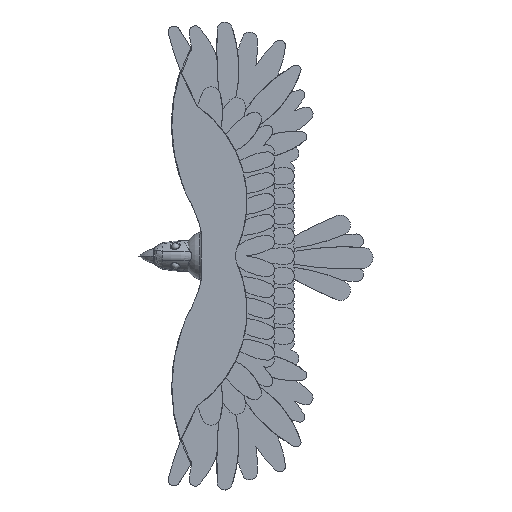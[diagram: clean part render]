
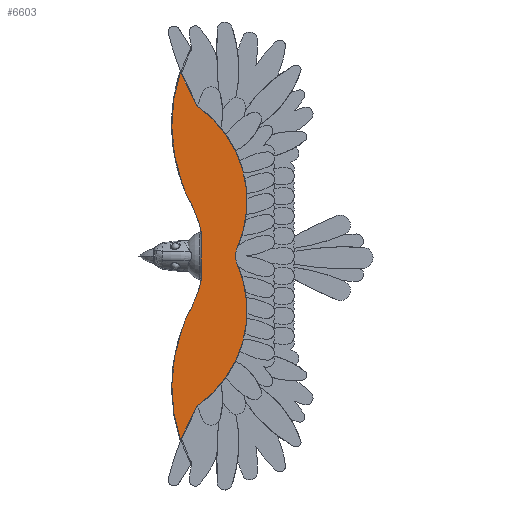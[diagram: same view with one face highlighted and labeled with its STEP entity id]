
A CAD part, top view. The second image highlights one B-rep face of the part: STEP entity #6603.
In plain terms, the highlighted planar face has unit normal (0, 0, 1).
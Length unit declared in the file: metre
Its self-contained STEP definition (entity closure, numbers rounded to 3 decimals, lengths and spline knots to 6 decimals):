
#168=LINE('',#12447,#462);
#462=VECTOR('',#8111,1.);
#946=B_SPLINE_CURVE_WITH_KNOTS('',3,(#10102,#10103,#10104,#10105),
 .UNSPECIFIED.,.F.,.F.,(4,4),(0.,0.006003),
 .UNSPECIFIED.);
#949=B_SPLINE_CURVE_WITH_KNOTS('',3,(#10132,#10133,#10134,#10135),
 .UNSPECIFIED.,.F.,.F.,(4,4),(0.,0.006003),.UNSPECIFIED.);
#2362=ORIENTED_EDGE('',*,*,#3930,.F.);
#2363=ORIENTED_EDGE('',*,*,#3944,.T.);
#2364=ORIENTED_EDGE('',*,*,#3218,.T.);
#2365=ORIENTED_EDGE('',*,*,#3945,.T.);
#2366=ORIENTED_EDGE('',*,*,#3213,.F.);
#2367=ORIENTED_EDGE('',*,*,#3946,.T.);
#2368=ORIENTED_EDGE('',*,*,#3392,.T.);
#2369=ORIENTED_EDGE('',*,*,#3947,.T.);
#2370=ORIENTED_EDGE('',*,*,#3948,.F.);
#2371=ORIENTED_EDGE('',*,*,#3949,.F.);
#2372=ORIENTED_EDGE('',*,*,#3222,.T.);
#2373=ORIENTED_EDGE('',*,*,#3950,.T.);
#2374=ORIENTED_EDGE('',*,*,#3727,.T.);
#2375=ORIENTED_EDGE('',*,*,#3724,.F.);
#2376=ORIENTED_EDGE('',*,*,#3722,.F.);
#2377=ORIENTED_EDGE('',*,*,#3721,.T.);
#3213=EDGE_CURVE('',#4265,#4266,#4947,.T.);
#3218=EDGE_CURVE('',#4268,#4270,#946,.F.);
#3222=EDGE_CURVE('',#4272,#4274,#949,.T.);
#3392=EDGE_CURVE('',#4399,#4402,#168,.T.);
#3721=EDGE_CURVE('',#4641,#4642,#5202,.T.);
#3722=EDGE_CURVE('',#4641,#4643,#5203,.T.);
#3724=EDGE_CURVE('',#4643,#4644,#5204,.T.);
#3727=EDGE_CURVE('',#4645,#4644,#5205,.F.);
#3930=EDGE_CURVE('',#4788,#4642,#5376,.F.);
#3944=EDGE_CURVE('',#4788,#4268,#5380,.F.);
#3945=EDGE_CURVE('',#4270,#4266,#5381,.T.);
#3946=EDGE_CURVE('',#4265,#4399,#5382,.T.);
#3947=EDGE_CURVE('',#4402,#4794,#5383,.T.);
#3948=EDGE_CURVE('',#4795,#4794,#5384,.T.);
#3949=EDGE_CURVE('',#4272,#4795,#5385,.T.);
#3950=EDGE_CURVE('',#4274,#4645,#5386,.F.);
#4265=VERTEX_POINT('',#10072);
#4266=VERTEX_POINT('',#10074);
#4268=VERTEX_POINT('',#10090);
#4270=VERTEX_POINT('',#10101);
#4272=VERTEX_POINT('',#10123);
#4274=VERTEX_POINT('',#10131);
#4399=VERTEX_POINT('',#12441);
#4402=VERTEX_POINT('',#12446);
#4641=VERTEX_POINT('',#13103);
#4642=VERTEX_POINT('',#13106);
#4643=VERTEX_POINT('',#13110);
#4644=VERTEX_POINT('',#13114);
#4645=VERTEX_POINT('',#13119);
#4788=VERTEX_POINT('',#13529);
#4794=VERTEX_POINT('',#13559);
#4795=VERTEX_POINT('',#13561);
#4947=CIRCLE('',#7006,0.06732);
#5202=CIRCLE('',#7383,0.069595);
#5203=CIRCLE('',#7385,0.012178);
#5204=CIRCLE('',#7387,0.069595);
#5205=CIRCLE('',#7389,0.172056);
#5376=CIRCLE('',#7619,0.172056);
#5380=CIRCLE('',#7629,0.102187);
#5381=CIRCLE('',#7630,0.102321);
#5382=CIRCLE('',#7631,0.01);
#5383=CIRCLE('',#7632,0.01);
#5384=CIRCLE('',#7633,0.06732);
#5385=CIRCLE('',#7634,0.102321);
#5386=CIRCLE('',#7635,0.102187);
#5767=EDGE_LOOP('',(#2362,#2363,#2364,#2365,#2366,#2367,#2368,#2369,#2370,
#2371,#2372,#2373,#2374,#2375,#2376,#2377));
#6150=FACE_BOUND('',#5767,.T.);
#6373=PLANE('',#7628);
#6603=ADVANCED_FACE('',(#6150),#6373,.F.);
#7006=AXIS2_PLACEMENT_3D('',#10073,#7929,#7930);
#7383=AXIS2_PLACEMENT_3D('',#13107,#8832,#8833);
#7385=AXIS2_PLACEMENT_3D('',#13109,#8836,#8837);
#7387=AXIS2_PLACEMENT_3D('',#13113,#8841,#8842);
#7389=AXIS2_PLACEMENT_3D('',#13118,#8847,#8848);
#7619=AXIS2_PLACEMENT_3D('',#13530,#9337,#9338);
#7628=AXIS2_PLACEMENT_3D('',#13554,#9365,#9366);
#7629=AXIS2_PLACEMENT_3D('',#13555,#9367,#9368);
#7630=AXIS2_PLACEMENT_3D('',#13556,#9369,#9370);
#7631=AXIS2_PLACEMENT_3D('',#13557,#9371,#9372);
#7632=AXIS2_PLACEMENT_3D('',#13558,#9373,#9374);
#7633=AXIS2_PLACEMENT_3D('',#13560,#9375,#9376);
#7634=AXIS2_PLACEMENT_3D('',#13562,#9377,#9378);
#7635=AXIS2_PLACEMENT_3D('',#13563,#9379,#9380);
#7929=DIRECTION('',(0.,0.,1.));
#7930=DIRECTION('',(1.,0.,0.));
#8111=DIRECTION('',(0.,-1.,0.));
#8832=DIRECTION('',(0.,0.,1.));
#8833=DIRECTION('',(-1.,0.,0.));
#8836=DIRECTION('',(0.,0.,1.));
#8837=DIRECTION('',(1.,0.,0.));
#8841=DIRECTION('',(0.,0.,-1.));
#8842=DIRECTION('',(-1.,0.,0.));
#8847=DIRECTION('',(0.,0.,1.));
#8848=DIRECTION('',(1.,0.,0.));
#9337=DIRECTION('',(0.,0.,-1.));
#9338=DIRECTION('',(1.,0.,0.));
#9365=DIRECTION('',(0.,0.,-1.));
#9366=DIRECTION('',(1.,0.,0.));
#9367=DIRECTION('',(0.,0.,-1.));
#9368=DIRECTION('',(-1.,0.,0.));
#9369=DIRECTION('',(0.,0.,1.));
#9370=DIRECTION('',(-1.,0.,0.));
#9371=DIRECTION('',(0.,0.,-1.));
#9372=DIRECTION('',(-1.,0.,0.));
#9373=DIRECTION('',(0.,0.,-1.));
#9374=DIRECTION('',(-1.,0.,0.));
#9375=DIRECTION('',(0.,0.,1.));
#9376=DIRECTION('',(1.,0.,0.));
#9377=DIRECTION('',(0.,0.,-1.));
#9378=DIRECTION('',(-1.,0.,0.));
#9379=DIRECTION('',(0.,0.,-1.));
#9380=DIRECTION('',(-1.,0.,0.));
#10072=CARTESIAN_POINT('',(-0.044825,-0.336762,0.0154));
#10073=CARTESIAN_POINT('',(-0.110157,-0.353,0.0154));
#10074=CARTESIAN_POINT('',(-0.050541,-0.321729,0.0154));
#10090=CARTESIAN_POINT('',(-0.056262,-0.308289,0.0154));
#10101=CARTESIAN_POINT('',(-0.05422,-0.313934,0.0154));
#10102=CARTESIAN_POINT('',(-0.05422,-0.313934,0.0154));
#10103=CARTESIAN_POINT('',(-0.054997,-0.312089,0.0154));
#10104=CARTESIAN_POINT('',(-0.055595,-0.310176,0.0154));
#10105=CARTESIAN_POINT('',(-0.056262,-0.308289,0.0154));
#10123=CARTESIAN_POINT('',(-0.05422,-0.392066,0.0154));
#10131=CARTESIAN_POINT('',(-0.056262,-0.397711,0.0154));
#10132=CARTESIAN_POINT('',(-0.05422,-0.392066,0.0154));
#10133=CARTESIAN_POINT('',(-0.054997,-0.393911,0.0154));
#10134=CARTESIAN_POINT('',(-0.055595,-0.395824,0.0154));
#10135=CARTESIAN_POINT('',(-0.056262,-0.397711,0.0154));
#12441=CARTESIAN_POINT('',(-0.044529,-0.339174,0.0154));
#12446=CARTESIAN_POINT('',(-0.044529,-0.366826,0.0154));
#12447=CARTESIAN_POINT('',(-0.044529,-0.353,0.0154));
#13103=CARTESIAN_POINT('',(-0.022815,-0.348104,0.0154));
#13106=CARTESIAN_POINT('',(-0.04671,-0.263052,0.0154));
#13107=CARTESIAN_POINT('',(-0.086538,-0.320124,0.0154));
#13109=CARTESIAN_POINT('',(-0.011665,-0.353,0.0154));
#13110=CARTESIAN_POINT('',(-0.022815,-0.357896,0.0154));
#13113=CARTESIAN_POINT('',(-0.086538,-0.385876,0.0154));
#13114=CARTESIAN_POINT('',(-0.04671,-0.442948,0.0154));
#13118=CARTESIAN_POINT('',(0.102818,-0.528061,0.0154));
#13119=CARTESIAN_POINT('',(-0.056891,-0.46406,0.0154));
#13529=CARTESIAN_POINT('',(-0.056891,-0.24194,0.0154));
#13530=CARTESIAN_POINT('',(0.102818,-0.177939,0.0154));
#13554=CARTESIAN_POINT('',(-0.020806,-0.420795,0.0154));
#13555=CARTESIAN_POINT('',(0.040071,-0.274199,0.0154));
#13556=CARTESIAN_POINT('',(0.040071,-0.274199,0.0154));
#13557=CARTESIAN_POINT('',(-0.054529,-0.339174,0.0154));
#13558=CARTESIAN_POINT('',(-0.054529,-0.366826,0.0154));
#13559=CARTESIAN_POINT('',(-0.044825,-0.369238,0.0154));
#13560=CARTESIAN_POINT('',(-0.110157,-0.353,0.0154));
#13561=CARTESIAN_POINT('',(-0.050541,-0.384271,0.0154));
#13562=CARTESIAN_POINT('',(0.040071,-0.431801,0.0154));
#13563=CARTESIAN_POINT('',(0.040071,-0.431801,0.0154));
